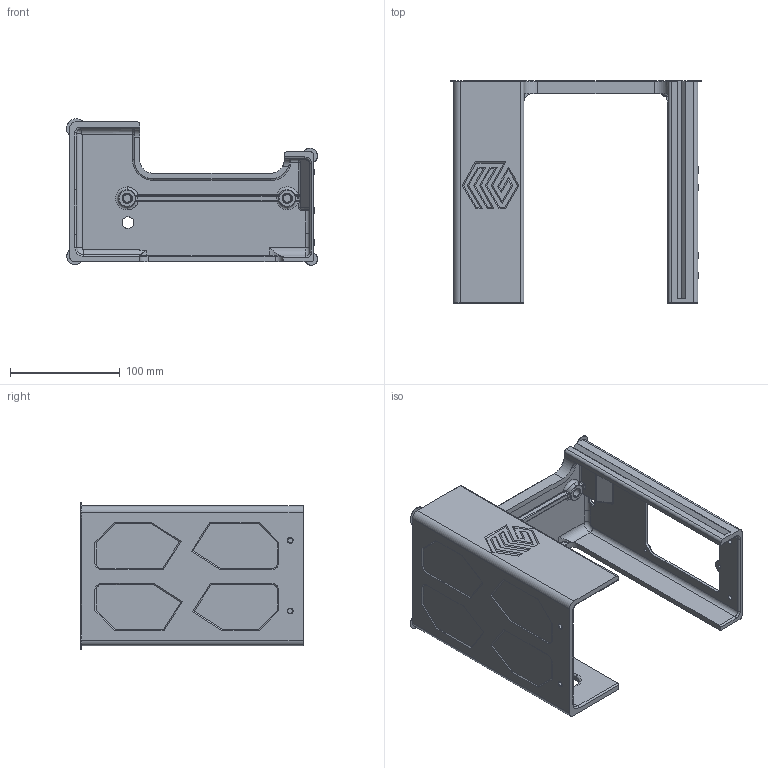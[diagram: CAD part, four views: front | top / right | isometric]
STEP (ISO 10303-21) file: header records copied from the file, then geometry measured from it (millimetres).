
FILE_DESCRIPTION (( 'STEP AP214' ), '1' );
FILE_NAME ('Top_22.STEP', '2022-01-12T17:35:32', ( '' ), ( '' ), 'SwSTEP 2.0', 'SolidWorks 2021', '' );
FILE_SCHEMA (( 'AUTOMOTIVE_DESIGN' ));
Length unit declared in the file: inch
Products named in the file (1): Top_22
Bounding box: 228.61 x 202.29 x 133.45 mm (x, y, z)
Volume: 520486.6 mm3; surface area: 195627.2 mm2
Topology: 1 solids, 1 shells, 551 faces, 1430 edges, 888 vertices
Faces by surface type: plane 251, cylinder 150, torus 55, bspline 46, cone 44, sphere 5
Entity records: 20792 total; most frequent: CARTESIAN_POINT 7449, ORIENTED_EDGE 2840, DIRECTION 2705, EDGE_CURVE 1420, AXIS2_PLACEMENT_3D 938, VERTEX_POINT 888, VECTOR 829, LINE 829
